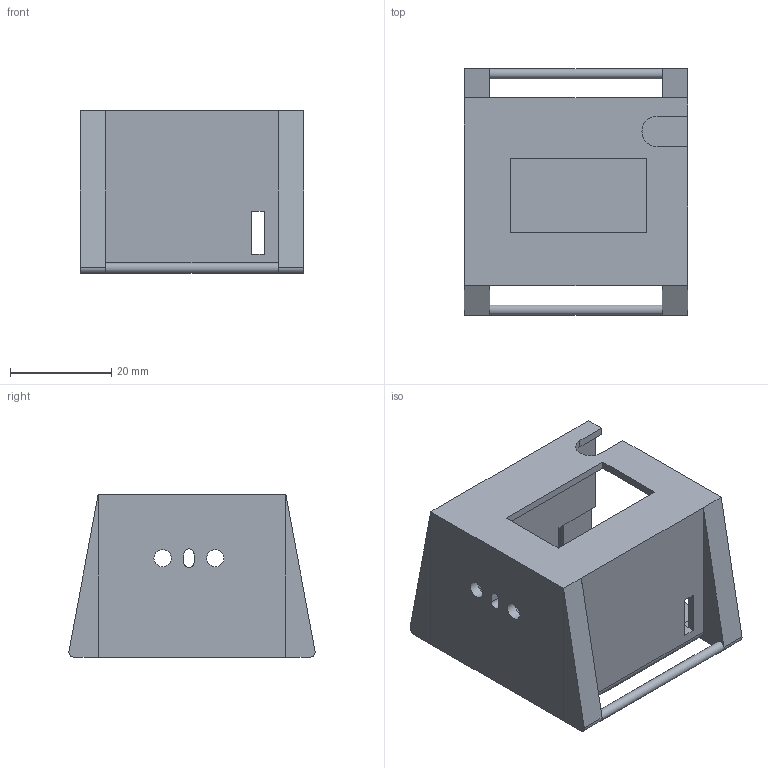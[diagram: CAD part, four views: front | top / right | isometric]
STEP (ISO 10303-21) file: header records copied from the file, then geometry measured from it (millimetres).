
FILE_DESCRIPTION(('FreeCAD Model'),'2;1');
FILE_NAME('Case_Side_Left.step', '2021-03-24T23:31:45',('Author'),(''), 'Open CASCADE STEP processor 7.3','FreeCAD','Unknown');
FILE_SCHEMA(('AUTOMOTIVE_DESIGN { 1 0 10303 214 1 1 1 1 }'));
Length unit declared in the file: millimetre
Products named in the file (1): Body
Bounding box: 44 x 48.59 x 32 mm (x, y, z)
Volume: 13486 mm3; surface area: 14349.3 mm2
Topology: 1 solids, 1 shells, 75 faces, 205 edges, 126 vertices
Faces by surface type: plane 60, cylinder 15
Full cylindrical faces by diameter (mm): 2 x2, 3.4 x2
Entity records: 5098 total; most frequent: CARTESIAN_POINT 937, DIRECTION 784, LINE 542, VECTOR 542, ORIENTED_EDGE 410, PCURVE 410, DEFINITIONAL_REPRESENTATION 410, EDGE_CURVE 205
